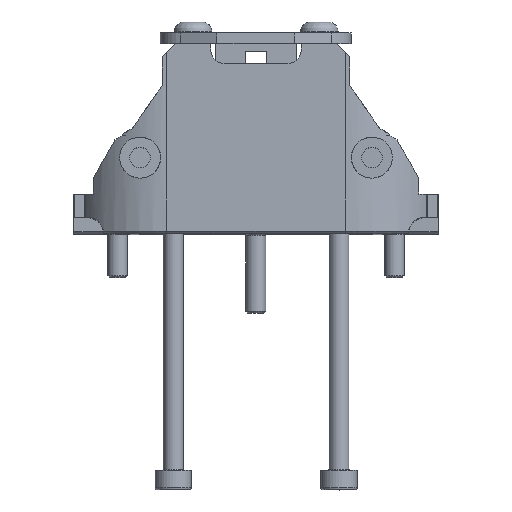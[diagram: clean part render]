
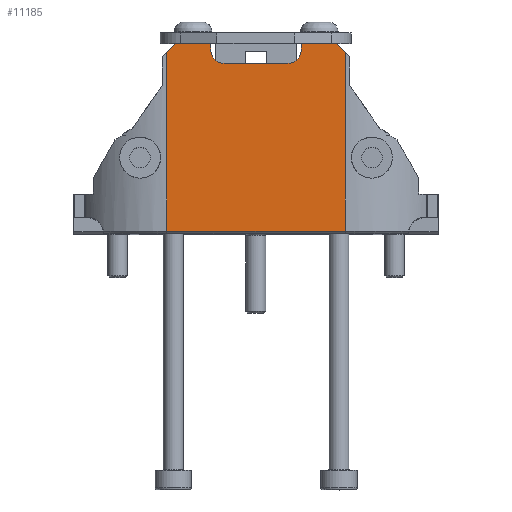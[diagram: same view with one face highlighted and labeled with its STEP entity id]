
A CAD part, top view. The second image highlights one B-rep face of the part: STEP entity #11185.
In plain terms, the highlighted face is planar.
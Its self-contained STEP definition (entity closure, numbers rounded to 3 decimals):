
#993=CIRCLE('',#11899,2.);
#995=CIRCLE('',#11903,2.);
#1386=FACE_OUTER_BOUND('',#2036,.T.);
#2036=EDGE_LOOP('',(#8201,#8202,#8203,#8204,#8205,#8206,#8207,#8208,#8209,
#8210,#8211,#8212));
#2798=LINE('',#16192,#3818);
#2812=LINE('',#16271,#3832);
#3058=LINE('',#16899,#4078);
#3061=LINE('',#16910,#4081);
#3067=LINE('',#16922,#4087);
#3077=LINE('',#16941,#4097);
#3081=LINE('',#16948,#4101);
#3082=LINE('',#16950,#4102);
#3083=LINE('',#16951,#4103);
#3084=LINE('',#16952,#4104);
#3818=VECTOR('',#13109,10.);
#3832=VECTOR('',#13141,10.);
#4078=VECTOR('',#13555,10.);
#4081=VECTOR('',#13566,10.);
#4087=VECTOR('',#13574,10.);
#4097=VECTOR('',#13590,10.);
#4101=VECTOR('',#13596,10.);
#4102=VECTOR('',#13597,10.);
#4103=VECTOR('',#13598,10.);
#4104=VECTOR('',#13599,10.);
#4820=VERTEX_POINT('',#16189);
#4821=VERTEX_POINT('',#16191);
#4840=VERTEX_POINT('',#16268);
#4841=VERTEX_POINT('',#16270);
#5070=VERTEX_POINT('',#16888);
#5071=VERTEX_POINT('',#16890);
#5073=VERTEX_POINT('',#16897);
#5076=VERTEX_POINT('',#16904);
#5077=VERTEX_POINT('',#16906);
#5082=VERTEX_POINT('',#16921);
#5088=VERTEX_POINT('',#16939);
#5091=VERTEX_POINT('',#16949);
#5973=EDGE_CURVE('',#4820,#4821,#2798,.T.);
#5995=EDGE_CURVE('',#4841,#4840,#2812,.T.);
#6278=EDGE_CURVE('',#5070,#5071,#993,.T.);
#6283=EDGE_CURVE('',#5070,#5073,#3058,.F.);
#6286=EDGE_CURVE('',#5076,#5077,#995,.T.);
#6288=EDGE_CURVE('',#5071,#5076,#3061,.T.);
#6294=EDGE_CURVE('',#4821,#5082,#3067,.T.);
#6304=EDGE_CURVE('',#5088,#4840,#3077,.T.);
#6308=EDGE_CURVE('',#4841,#4820,#3081,.T.);
#6309=EDGE_CURVE('',#5091,#5088,#3082,.T.);
#6310=EDGE_CURVE('',#5091,#5077,#3083,.F.);
#6311=EDGE_CURVE('',#5082,#5073,#3084,.T.);
#8201=ORIENTED_EDGE('',*,*,#6294,.F.);
#8202=ORIENTED_EDGE('',*,*,#5973,.F.);
#8203=ORIENTED_EDGE('',*,*,#6308,.F.);
#8204=ORIENTED_EDGE('',*,*,#5995,.T.);
#8205=ORIENTED_EDGE('',*,*,#6304,.F.);
#8206=ORIENTED_EDGE('',*,*,#6309,.F.);
#8207=ORIENTED_EDGE('',*,*,#6310,.T.);
#8208=ORIENTED_EDGE('',*,*,#6286,.F.);
#8209=ORIENTED_EDGE('',*,*,#6288,.F.);
#8210=ORIENTED_EDGE('',*,*,#6278,.F.);
#8211=ORIENTED_EDGE('',*,*,#6283,.T.);
#8212=ORIENTED_EDGE('',*,*,#6311,.F.);
#10798=PLANE('',#11909);
#11185=ADVANCED_FACE('',(#1386),#10798,.T.);
#11899=AXIS2_PLACEMENT_3D('',#16891,#13547,#13548);
#11903=AXIS2_PLACEMENT_3D('',#16907,#13561,#13562);
#11909=AXIS2_PLACEMENT_3D('',#16947,#13594,#13595);
#13109=DIRECTION('',(0.,0.,1.));
#13141=DIRECTION('',(0.,0.,1.));
#13547=DIRECTION('center_axis',(0.,-1.,0.));
#13548=DIRECTION('ref_axis',(-0.707,0.,-0.707));
#13555=DIRECTION('',(0.,0.,-1.));
#13561=DIRECTION('center_axis',(0.,-1.,0.));
#13562=DIRECTION('ref_axis',(0.707,0.,-0.707));
#13566=DIRECTION('',(1.,0.,0.));
#13574=DIRECTION('',(0.707,0.,0.707));
#13590=DIRECTION('',(0.707,0.,-0.707));
#13594=DIRECTION('center_axis',(0.,-1.,0.));
#13595=DIRECTION('ref_axis',(1.,0.,0.));
#13596=DIRECTION('',(-1.,0.,0.));
#13597=DIRECTION('',(1.,0.,0.));
#13598=DIRECTION('',(0.,0.,1.));
#13599=DIRECTION('',(1.,0.,0.));
#16189=CARTESIAN_POINT('',(-13.5,-151.704,82.312));
#16191=CARTESIAN_POINT('',(-13.5,-151.704,109.276));
#16192=CARTESIAN_POINT('',(-13.5,-151.704,76.912));
#16268=CARTESIAN_POINT('',(13.5,-151.704,109.276));
#16270=CARTESIAN_POINT('',(13.5,-151.704,82.312));
#16271=CARTESIAN_POINT('',(13.5,-151.704,76.912));
#16888=CARTESIAN_POINT('',(-6.812,-151.704,109.63));
#16890=CARTESIAN_POINT('',(-4.812,-151.704,107.63));
#16891=CARTESIAN_POINT('Origin',(-4.812,-151.704,109.63));
#16897=CARTESIAN_POINT('',(-6.812,-151.704,110.636));
#16899=CARTESIAN_POINT('',(-6.812,-151.704,90.6));
#16904=CARTESIAN_POINT('',(4.812,-151.704,107.63));
#16906=CARTESIAN_POINT('',(6.812,-151.704,109.63));
#16907=CARTESIAN_POINT('Origin',(4.812,-151.704,109.63));
#16910=CARTESIAN_POINT('',(-12.041,-151.704,107.63));
#16921=CARTESIAN_POINT('',(-12.14,-151.704,110.636));
#16922=CARTESIAN_POINT('',(-21.411,-151.704,101.365));
#16939=CARTESIAN_POINT('',(12.139,-151.704,110.636));
#16941=CARTESIAN_POINT('',(14.66,-151.704,108.115));
#16947=CARTESIAN_POINT('Origin',(-13.5,-151.704,76.912));
#16948=CARTESIAN_POINT('',(-12.041,-151.704,82.312));
#16949=CARTESIAN_POINT('',(6.812,-151.704,110.636));
#16950=CARTESIAN_POINT('',(-6.75,-151.704,110.636));
#16951=CARTESIAN_POINT('',(6.812,-151.704,90.6));
#16952=CARTESIAN_POINT('',(-6.75,-151.704,110.636));
